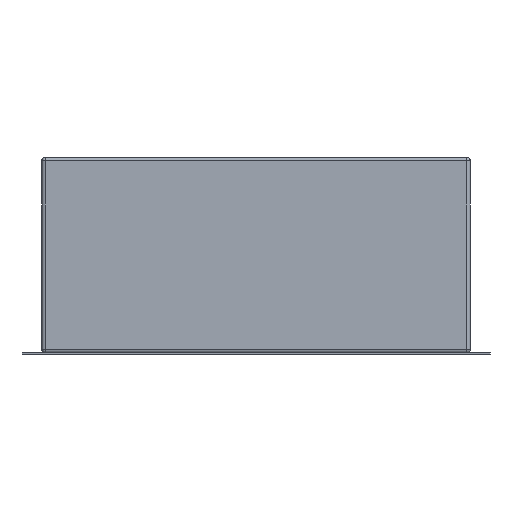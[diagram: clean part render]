
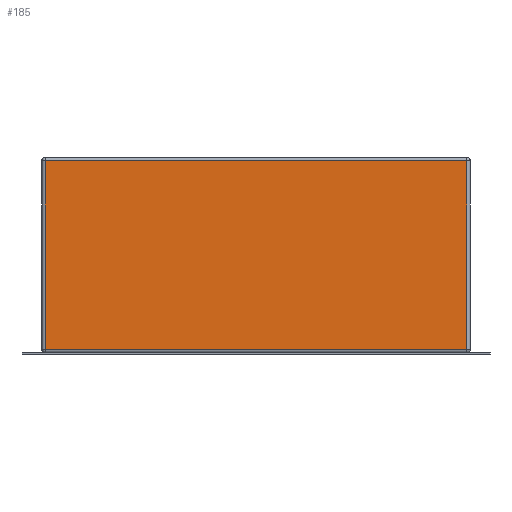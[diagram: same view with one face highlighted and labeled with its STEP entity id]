
A CAD part, left-side view. The second image highlights one B-rep face of the part: STEP entity #185.
In plain terms, the highlighted planar face has unit normal (-1, 0, 0).
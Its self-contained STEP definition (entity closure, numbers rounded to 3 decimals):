
#176 = VERTEX_POINT ( 'NONE', #1469 ) ;
#179 = ORIENTED_EDGE ( 'NONE', *, *, #232, .T. ) ;
#185 = ADVANCED_FACE ( 'NONE', ( #1514 ), #1490, .T. ) ;
#194 = EDGE_LOOP ( 'NONE', ( #179, #210, #230, #208 ) ) ;
#195 = VERTEX_POINT ( 'NONE', #1568 ) ;
#196 = VERTEX_POINT ( 'NONE', #1546 ) ;
#208 = ORIENTED_EDGE ( 'NONE', *, *, #214, .T. ) ;
#210 = ORIENTED_EDGE ( 'NONE', *, *, #237, .T. ) ;
#212 = EDGE_CURVE ( 'NONE', #176, #240, #1580, .T. ) ;
#214 = EDGE_CURVE ( 'NONE', #240, #195, #1600, .T. ) ;
#230 = ORIENTED_EDGE ( 'NONE', *, *, #212, .T. ) ;
#232 = EDGE_CURVE ( 'NONE', #195, #196, #1666, .T. ) ;
#237 = EDGE_CURVE ( 'NONE', #196, #176, #1667, .T. ) ;
#240 = VERTEX_POINT ( 'NONE', #1645 ) ;
#1469 = CARTESIAN_POINT ( 'NONE',  ( -2.85, -2.46, 0. ) ) ;
#1484 = CARTESIAN_POINT ( 'NONE',  ( -2.85, 2.5, -0.04 ) ) ;
#1490 = PLANE ( 'NONE',  #1518 ) ;
#1513 = DIRECTION ( 'NONE',  ( -1., 0., 0. ) ) ;
#1514 = FACE_OUTER_BOUND ( 'NONE', #194, .T. ) ;
#1515 = DIRECTION ( 'NONE',  ( 0., -1., 0. ) ) ;
#1518 = AXIS2_PLACEMENT_3D ( 'NONE', #1484, #1513, #1515 ) ;
#1546 = CARTESIAN_POINT ( 'NONE',  ( -2.85, 2.46, 0. ) ) ;
#1568 = CARTESIAN_POINT ( 'NONE',  ( -2.85, 2.46, 2.2 ) ) ;
#1577 = DIRECTION ( 'NONE',  ( 0., 0., 1. ) ) ;
#1578 = VECTOR ( 'NONE', #1577, 1000. ) ;
#1579 = CARTESIAN_POINT ( 'NONE',  ( -2.85, -2.46, -0.04 ) ) ;
#1580 = LINE ( 'NONE', #1579, #1578 ) ;
#1600 = LINE ( 'NONE', #1643, #1642 ) ;
#1641 = DIRECTION ( 'NONE',  ( 0., 1., 0. ) ) ;
#1642 = VECTOR ( 'NONE', #1641, 1000. ) ;
#1643 = CARTESIAN_POINT ( 'NONE',  ( -2.85, 2.5, 2.2 ) ) ;
#1645 = CARTESIAN_POINT ( 'NONE',  ( -2.85, -2.46, 2.2 ) ) ;
#1647 = VECTOR ( 'NONE', #1675, 1000. ) ;
#1655 = DIRECTION ( 'NONE',  ( 0., 0., -1. ) ) ;
#1656 = VECTOR ( 'NONE', #1655, 1000. ) ;
#1665 = CARTESIAN_POINT ( 'NONE',  ( -2.85, 2.46, -0.04 ) ) ;
#1666 = LINE ( 'NONE', #1665, #1656 ) ;
#1667 = LINE ( 'NONE', #1676, #1647 ) ;
#1675 = DIRECTION ( 'NONE',  ( 0., -1., 0. ) ) ;
#1676 = CARTESIAN_POINT ( 'NONE',  ( -2.85, -2.5, 0. ) ) ;
